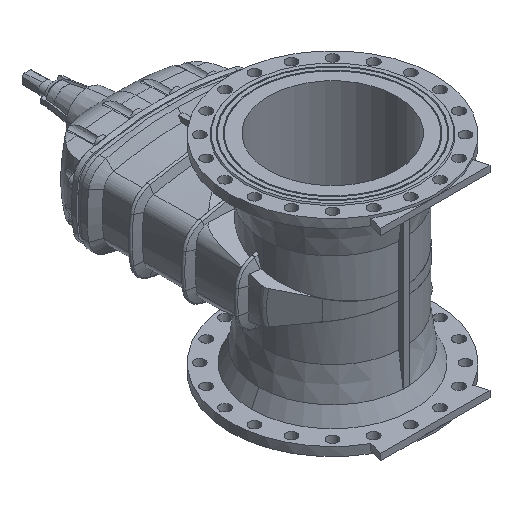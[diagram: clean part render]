
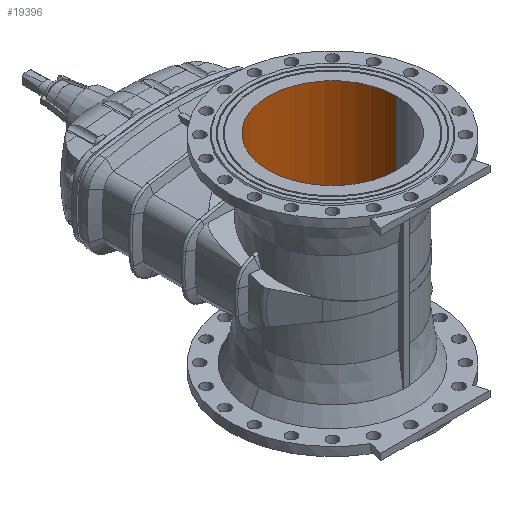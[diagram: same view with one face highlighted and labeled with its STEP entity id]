
A CAD part, isometric view. The second image highlights one B-rep face of the part: STEP entity #19396.
In plain terms, the highlighted cylindrical face has radius 200 mm (diameter 400 mm), a partial arc.
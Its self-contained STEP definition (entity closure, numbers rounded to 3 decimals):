
#308 = EDGE_CURVE ( 'NONE', #633, #640, #5436, .T. ) ;
#559 = EDGE_CURVE ( 'NONE', #639, #635, #5699, .T. ) ;
#633 = VERTEX_POINT ( 'NONE', #7905 ) ;
#635 = VERTEX_POINT ( 'NONE', #7907 ) ;
#639 = VERTEX_POINT ( 'NONE', #7911 ) ;
#640 = VERTEX_POINT ( 'NONE', #7912 ) ;
#4734 = EDGE_LOOP ( 'NONE', ( #5224, #5225, #5226, #5227 ) ) ;
#5224 = ORIENTED_EDGE ( 'NONE', *, *, #6041, .F. ) ;
#5225 = ORIENTED_EDGE ( 'NONE', *, *, #559, .F. ) ;
#5226 = ORIENTED_EDGE ( 'NONE', *, *, #5915, .T. ) ;
#5227 = ORIENTED_EDGE ( 'NONE', *, *, #308, .T. ) ;
#5436 = CIRCLE ( 'NONE', #6109, 200. ) ;
#5699 = CIRCLE ( 'NONE', #6238, 200. ) ;
#5915 = EDGE_CURVE ( 'NONE', #639, #633, #9642, .T. ) ;
#6041 = EDGE_CURVE ( 'NONE', #635, #640, #9832, .T. ) ;
#6109 = AXIS2_PLACEMENT_3D ( 'NONE', #6836, #6837, #6838 ) ;
#6238 = AXIS2_PLACEMENT_3D ( 'NONE', #7733, #7734, #7735 ) ;
#6836 = CARTESIAN_POINT ( 'NONE',  ( 0., 0., 325. ) ) ;
#6837 = DIRECTION ( 'NONE',  ( 0., 0., 1. ) ) ;
#6838 = DIRECTION ( 'NONE',  ( 1., 0., 0. ) ) ;
#7733 = CARTESIAN_POINT ( 'NONE',  ( 0., 0., -325. ) ) ;
#7734 = DIRECTION ( 'NONE',  ( 0., 0., 1. ) ) ;
#7735 = DIRECTION ( 'NONE',  ( 1., 0., 0. ) ) ;
#7905 = CARTESIAN_POINT ( 'NONE',  ( 200., 0., 325. ) ) ;
#7907 = CARTESIAN_POINT ( 'NONE',  ( -200., 0., -325. ) ) ;
#7911 = CARTESIAN_POINT ( 'NONE',  ( 200., 0., -325. ) ) ;
#7912 = CARTESIAN_POINT ( 'NONE',  ( -200., 0., 325. ) ) ;
#9642 = LINE ( 'NONE', #13416, #9647 ) ;
#9647 = VECTOR ( 'NONE', #13419, 1000. ) ;
#9832 = LINE ( 'NONE', #13731, #9834 ) ;
#9834 = VECTOR ( 'NONE', #13732, 1000. ) ;
#13416 = CARTESIAN_POINT ( 'NONE',  ( 200., 0., -325. ) ) ;
#13419 = DIRECTION ( 'NONE',  ( 0., 0., 1. ) ) ;
#13731 = CARTESIAN_POINT ( 'NONE',  ( -200., 0., -325. ) ) ;
#13732 = DIRECTION ( 'NONE',  ( 0., 0., 1. ) ) ;
#16242 = AXIS2_PLACEMENT_3D ( 'NONE', #17727, #17725, #17723 ) ;
#16976 = FACE_OUTER_BOUND ( 'NONE', #4734, .T. ) ;
#16985 = CYLINDRICAL_SURFACE ( 'NONE', #16242, 200. ) ;
#17723 = DIRECTION ( 'NONE',  ( 1., 0., 0. ) ) ;
#17725 = DIRECTION ( 'NONE',  ( 0., 0., 1. ) ) ;
#17727 = CARTESIAN_POINT ( 'NONE',  ( 0., 0., -325. ) ) ;
#19396 = ADVANCED_FACE ( 'NONE', ( #16976 ), #16985, .F. ) ;
